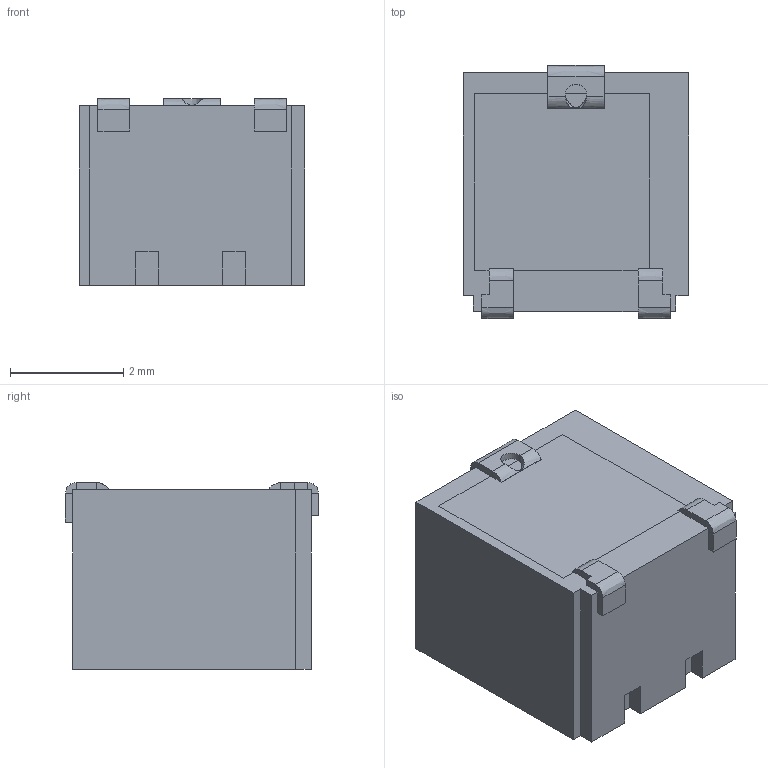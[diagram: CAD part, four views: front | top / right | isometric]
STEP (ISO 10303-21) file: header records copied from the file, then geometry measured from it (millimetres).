
FILE_DESCRIPTION((''),'2;1');
FILE_NAME('3223J001_ASM','2011-09-08T',('minhn'),('Bourns, Inc.'),'PRO/ENGINEER BY PARAMETRIC TECHNOLOGY CORPORATION, 2001200','PRO/ENGINEER BY PARAMETRIC TECHNOLOGY CORPORATION, 2001200','');
FILE_SCHEMA(('AUTOMOTIVE_DESIGN_CC2 { 1 2 10303 214 -1 1 5 2 }'));
Length unit declared in the file: inch
Products named in the file (2): 33756-815XX; 3223J001_ASM
Assembly tree (1 placements, depth 2):
  3223J001_ASM
    33756-815XX
Bounding box: 3.99 x 4.47 x 3.3 mm (x, y, z)
Volume: 42.1 mm3; surface area: 149.5 mm2
Topology: 1 solids, 4 shells, 714 faces, 1969 edges, 1290 vertices
Faces by surface type: bspline 714
Entity records: 32849 total; most frequent: CARTESIAN_POINT 10758, ORIENTED_EDGE 3938, DIRECTION 2046, PRESENTATION_STYLE_ASSIGNMENT 1980, STYLED_ITEM 1970, CURVE_STYLE 1969, EDGE_CURVE 1969, VECTOR 1826
